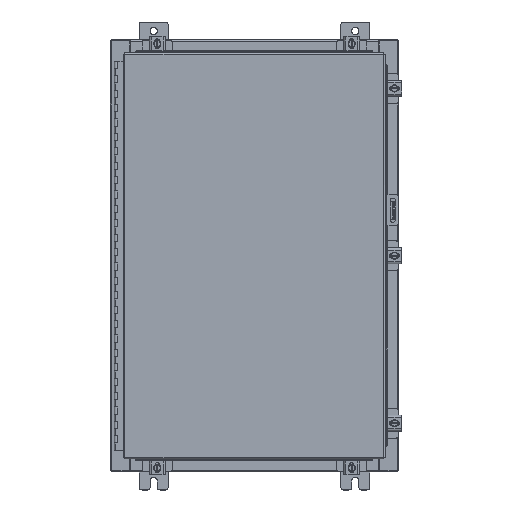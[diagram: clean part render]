
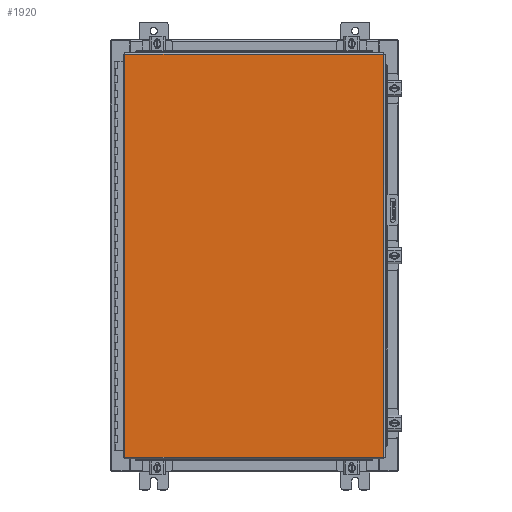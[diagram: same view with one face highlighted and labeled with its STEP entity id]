
A CAD part, top view. The second image highlights one B-rep face of the part: STEP entity #1920.
In plain terms, the highlighted planar face has unit normal (0, 0, 1).
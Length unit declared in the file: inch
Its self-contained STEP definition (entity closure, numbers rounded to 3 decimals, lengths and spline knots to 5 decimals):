
#368 = ORIENTED_EDGE ( 'NONE', *, *, #6427, .T. ) ;
#1203 = EDGE_CURVE ( 'NONE', #16096, #31331, #22736, .T. ) ;
#1920 = ADVANCED_FACE ( 'NONE', ( #17783 ), #5519, .F. ) ;
#2115 = LINE ( 'NONE', #31399, #18467 ) ;
#2581 = CARTESIAN_POINT ( 'NONE',  ( 0., 0., 0. ) ) ;
#3096 = EDGE_LOOP ( 'NONE', ( #368, #23472, #19030, #29928 ) ) ;
#5061 = EDGE_CURVE ( 'NONE', #32277, #16096, #21710, .T. ) ;
#5519 = PLANE ( 'NONE',  #24224 ) ;
#6427 = EDGE_CURVE ( 'NONE', #12701, #32277, #2115, .T. ) ;
#8656 = CARTESIAN_POINT ( 'NONE',  ( 8.9903, 14.0063, 0. ) ) ;
#9813 = CARTESIAN_POINT ( 'NONE',  ( -8.9903, 14.0063, 0. ) ) ;
#9947 = CARTESIAN_POINT ( 'NONE',  ( 8.9903, -14.0063, 0. ) ) ;
#10829 = CARTESIAN_POINT ( 'NONE',  ( -8.9903, -14.0063, 0. ) ) ;
#11357 = DIRECTION ( 'NONE',  ( -1., 0., 0. ) ) ;
#12701 = VERTEX_POINT ( 'NONE', #10829 ) ;
#14045 = VECTOR ( 'NONE', #35964, 39.37008 ) ;
#15060 = VECTOR ( 'NONE', #23794, 39.37008 ) ;
#15465 = LINE ( 'NONE', #9813, #29945 ) ;
#16096 = VERTEX_POINT ( 'NONE', #8656 ) ;
#17783 = FACE_OUTER_BOUND ( 'NONE', #3096, .T. ) ;
#18416 = DIRECTION ( 'NONE',  ( 0., -1., 0. ) ) ;
#18467 = VECTOR ( 'NONE', #28503, 39.37008 ) ;
#19030 = ORIENTED_EDGE ( 'NONE', *, *, #1203, .T. ) ;
#21710 = LINE ( 'NONE', #9947, #14045 ) ;
#22648 = CARTESIAN_POINT ( 'NONE',  ( 8.9903, -14.0063, 0. ) ) ;
#22736 = LINE ( 'NONE', #32364, #15060 ) ;
#23472 = ORIENTED_EDGE ( 'NONE', *, *, #5061, .T. ) ;
#23606 = CARTESIAN_POINT ( 'NONE',  ( -8.9903, 14.0063, 0. ) ) ;
#23794 = DIRECTION ( 'NONE',  ( -1., 0., 0. ) ) ;
#24224 = AXIS2_PLACEMENT_3D ( 'NONE', #2581, #28701, #11357 ) ;
#28503 = DIRECTION ( 'NONE',  ( 1., 0., 0. ) ) ;
#28623 = EDGE_CURVE ( 'NONE', #31331, #12701, #15465, .T. ) ;
#28701 = DIRECTION ( 'NONE',  ( 0., 0., -1. ) ) ;
#29928 = ORIENTED_EDGE ( 'NONE', *, *, #28623, .T. ) ;
#29945 = VECTOR ( 'NONE', #18416, 39.37008 ) ;
#31331 = VERTEX_POINT ( 'NONE', #23606 ) ;
#31399 = CARTESIAN_POINT ( 'NONE',  ( -8.9903, -14.0063, 0. ) ) ;
#32277 = VERTEX_POINT ( 'NONE', #22648 ) ;
#32364 = CARTESIAN_POINT ( 'NONE',  ( 8.9903, 14.0063, 0. ) ) ;
#35964 = DIRECTION ( 'NONE',  ( 0., 1., 0. ) ) ;
